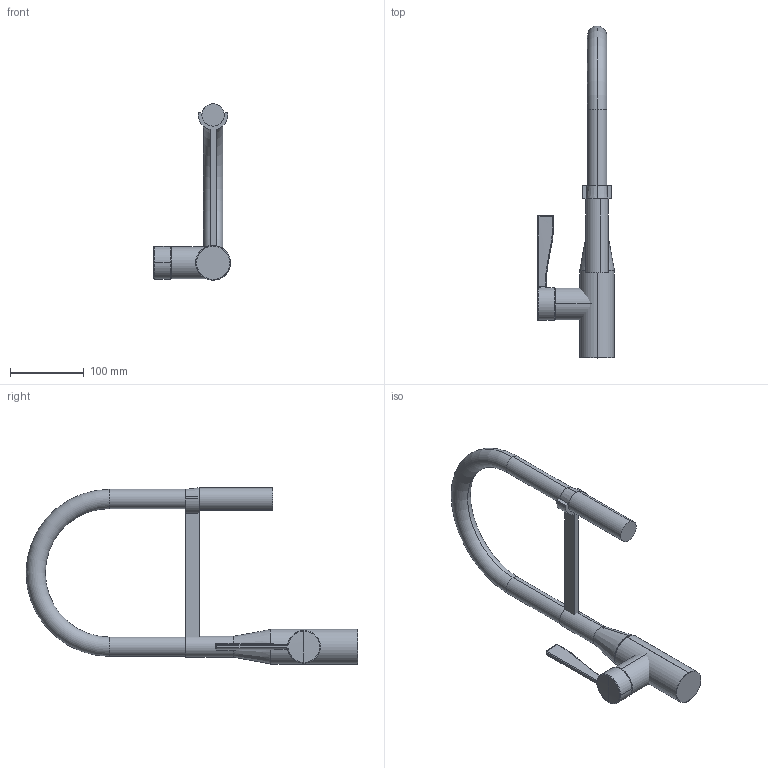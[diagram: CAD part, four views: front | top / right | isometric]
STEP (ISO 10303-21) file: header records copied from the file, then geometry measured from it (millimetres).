
FILE_DESCRIPTION (( 'STEP AP203' ), '1' );
FILE_NAME ('33865895.STEP', '2018-06-19T08:47:55', ( '' ), ( '' ), 'SwSTEP 2.0', 'SolidWorks 2017', '' );
FILE_SCHEMA (( 'CONFIG_CONTROL_DESIGN' ));
Length unit declared in the file: millimetre
Products named in the file (11): Planungsmodell_Rohr_gerade-+-28.568.780-10_ _K219_30x100; 33865895; Planungsmodell_Gabel-+-09.11.03.126.90-01; Planungsmodell_Gehäuse-+-09.19.87.002.90-01_091987002-00; Planungsmodell_Huelse-+-09.18.40.191.90-01_091840191-00; Planungsmodell_Rohr_gerade-+-28.568.780-10_ _K311 43x55; Planungsmodell_Hebel-+-09.20.89.020-01_092089020-00; Planungsmodell_Rohr_gerade-+-28.568.780-10_ _K73_40x11; Planungsmodell_Rohr_gerade-+-28.568.780-10_ _K312 28 x 70 ; Planungsmodell_Schlauch-+-04.30.02.100.00.90-01; Planungsmodell_Mutter-+-09.24.04.535.90-01
Assembly tree (10 placements, depth 2):
  33865895
    Planungsmodell_Gehäuse-+-09.19.87.002.90-01_091987002-00
    Planungsmodell_Huelse-+-09.18.40.191.90-01_091840191-00
    Planungsmodell_Rohr_gerade-+-28.568.780-10_ _K311 43x55
    Planungsmodell_Hebel-+-09.20.89.020-01_092089020-00
    Planungsmodell_Rohr_gerade-+-28.568.780-10_ _K73_40x11
    Planungsmodell_Rohr_gerade-+-28.568.780-10_ _K312 28 x 70 
    Planungsmodell_Schlauch-+-04.30.02.100.00.90-01
    Planungsmodell_Mutter-+-09.24.04.535.90-01
    Planungsmodell_Rohr_gerade-+-28.568.780-10_ _K219_30x100
    Planungsmodell_Gabel-+-09.11.03.126.90-01
Bounding box: 104 x 449 x 238.5 mm (x, y, z)
Volume: 453360.3 mm3; surface area: 185955.7 mm2
Topology: 10 solids, 11 shells, 121 faces, 246 edges, 145 vertices
Faces by surface type: cylinder 38, plane 32, bspline 26, torus 16, cone 8, sphere 1
Entity records: 5155 total; most frequent: CARTESIAN_POINT 1592, DIRECTION 525, ORIENTED_EDGE 488, EDGE_CURVE 244, AXIS2_PLACEMENT_3D 228, VERTEX_POINT 145, EDGE_LOOP 123, FACE_OUTER_BOUND 121
